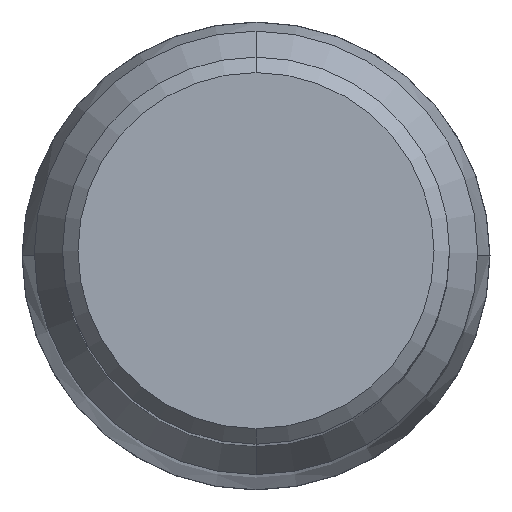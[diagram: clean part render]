
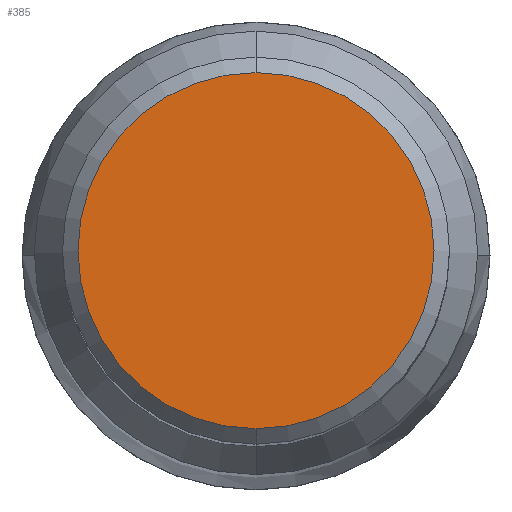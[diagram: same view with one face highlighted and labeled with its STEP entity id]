
A CAD part, top view. The second image highlights one B-rep face of the part: STEP entity #385.
In plain terms, the highlighted planar face has unit normal (0, 0, 1).
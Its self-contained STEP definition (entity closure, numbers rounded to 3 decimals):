
#325=VERTEX_POINT('',#824);
#385=ADVANCED_FACE('',(#892),#893,.T.);
#443=EDGE_CURVE('',#325,#523,#954,.T.);
#523=VERTEX_POINT('',#1040);
#541=EDGE_CURVE('',#523,#325,#1059,.T.);
#824=CARTESIAN_POINT('',(0.,-11.5,0.0));
#892=FACE_OUTER_BOUND('',#1511,.T.);
#893=PLANE('',#1512);
#954=CIRCLE('',#1617,11.5);
#1040=CARTESIAN_POINT('',(0.0,11.5,0.0));
#1059=CIRCLE('',#1827,11.5);
#1511=EDGE_LOOP('',(#2386,#2387));
#1512=AXIS2_PLACEMENT_3D('',#2388,#2389,#2390);
#1617=AXIS2_PLACEMENT_3D('',#2446,#2447,#2448);
#1827=AXIS2_PLACEMENT_3D('',#2551,#2552,#2553);
#2386=ORIENTED_EDGE('',*,*,#541,.F.);
#2387=ORIENTED_EDGE('',*,*,#443,.F.);
#2388=CARTESIAN_POINT('',(0.0,5.75,0.0));
#2389=DIRECTION('',(-0.0,0.0,1.0));
#2390=DIRECTION('',(0.0,-1.0,0.0));
#2446=CARTESIAN_POINT('',(0.0,0.0,0.0));
#2447=DIRECTION('',(0.0,0.0,-1.0));
#2448=DIRECTION('',(0.0,1.0,0.0));
#2551=CARTESIAN_POINT('',(0.0,0.0,0.0));
#2552=DIRECTION('',(0.0,0.0,-1.0));
#2553=DIRECTION('',(0.0,1.0,0.0));
